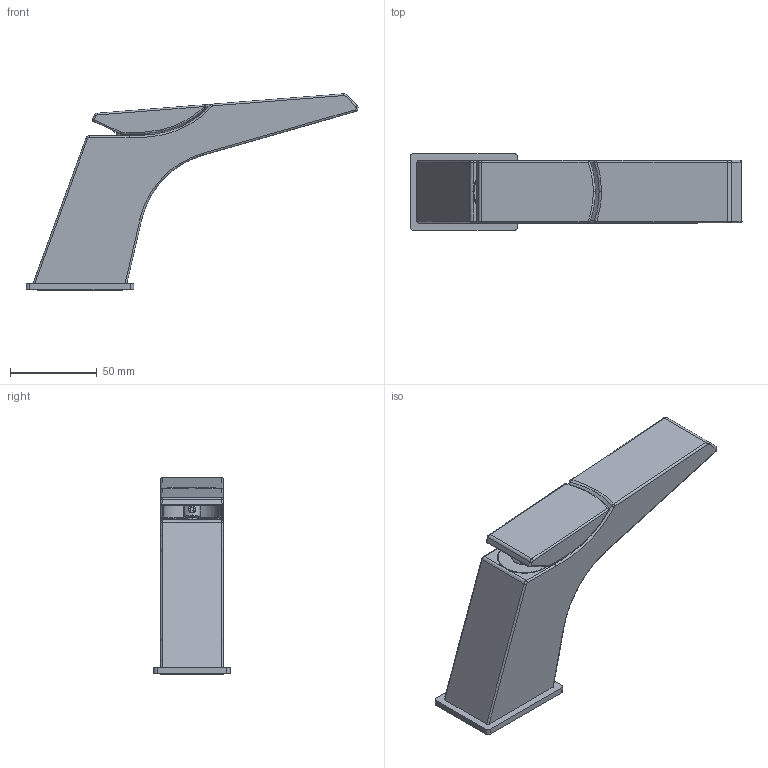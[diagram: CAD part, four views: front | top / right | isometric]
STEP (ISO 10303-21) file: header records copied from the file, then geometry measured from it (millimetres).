
FILE_DESCRIPTION(/* description */ (''),/* implementation_level */ '2;1');
FILE_NAME(/* name */ 'SHINEB~1',/* time_stamp */ '2015-05-22T15:24:40+02:00',/* author */ (''),/* organization */ (''),/* preprocessor_version */ 'ST-DEVELOPER v15',/* originating_system */ '',/* authorisation */ '');
FILE_SCHEMA (('AUTOMOTIVE_DESIGN'));
Length unit declared in the file: millimetre
Products named in the file (1): Document
Bounding box: 191 x 44 x 112.95 mm (x, y, z)
Volume: 28907.8 mm3; surface area: 51013.4 mm2
Topology: 7 solids, 66 shells, 1583 faces, 3989 edges, 2729 vertices
Faces by surface type: plane 903, bspline 680
Entity records: 54534 total; most frequent: CARTESIAN_POINT 29319, ORIENTED_EDGE 7700, EDGE_CURVE 3985, VERTEX_POINT 2729, B_SPLINE_CURVE_WITH_KNOTS 2570, EDGE_LOOP 1854, ADVANCED_FACE 1583, FACE_OUTER_BOUND 1583
